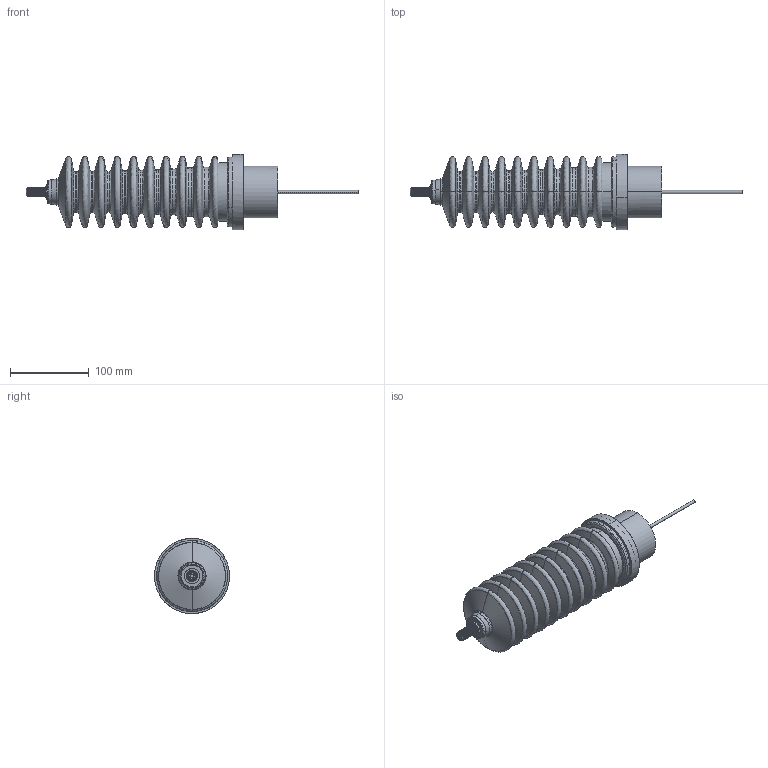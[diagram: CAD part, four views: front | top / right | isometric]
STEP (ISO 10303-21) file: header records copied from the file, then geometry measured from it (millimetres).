
FILE_DESCRIPTION (( 'STEP AP214' ), '1' );
FILE_NAME ('6523-01-W.STEP', '2020-09-23T14:21:40', ( '' ), ( '' ), 'SwSTEP 2.0', 'SolidWorks 2020', '' );
FILE_SCHEMA (( 'AUTOMOTIVE_DESIGN' ));
Length unit declared in the file: millimetre
Products named in the file (8): 52911.IGS; 52628_Z.IGS; 06604.IGS; 05320.IGS; 03954_30.IGS; 6523-01-W; 6523-01-W.IGS; 02714_09.IGS
Assembly tree (7 placements, depth 3):
  6523-01-W
    6523-01-W.IGS
      52911.IGS
      52628_Z.IGS
      02714_09.IGS
      05320.IGS
      03954_30.IGS
      06604.IGS
Bounding box: 420.62 x 95.18 x 95.24 mm (x, y, z)
Volume: 31630.3 mm3; surface area: 383773.2 mm2
Topology: 5 solids, 135 shells, 553 faces, 1368 edges, 962 vertices
Faces by surface type: bspline 553
Entity records: 21734 total; most frequent: CARTESIAN_POINT 14550, ORIENTED_EDGE 2208, EDGE_CURVE 1368, VERTEX_POINT 962, EDGE_LOOP 576, FACE_OUTER_BOUND 553, ADVANCED_FACE 553, B_SPLINE_CURVE_WITH_KNOTS 466
